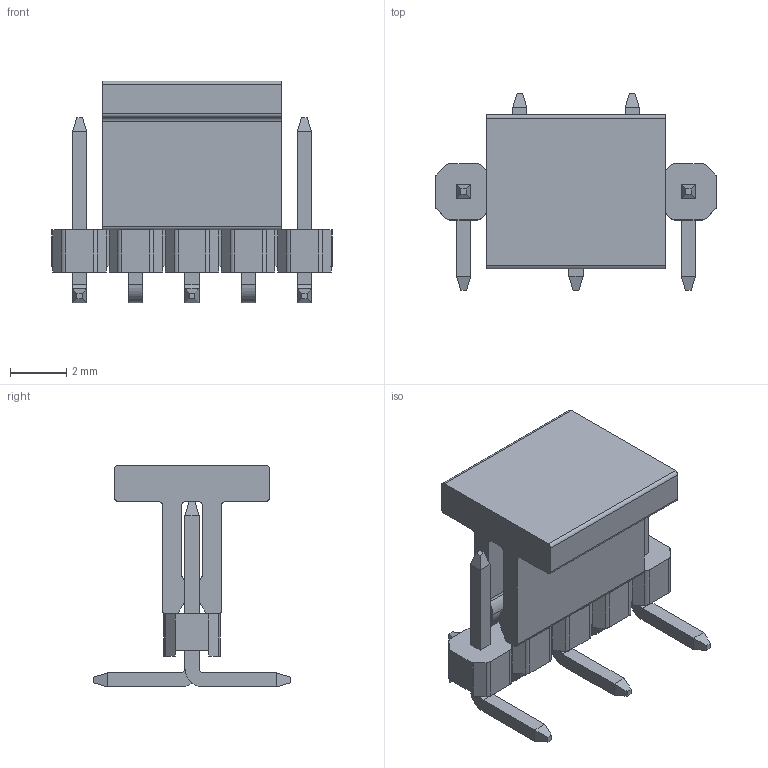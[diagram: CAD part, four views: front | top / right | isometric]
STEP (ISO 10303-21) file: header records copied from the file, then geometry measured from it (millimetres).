
FILE_DESCRIPTION(/* description */ (''),/* implementation_level */ '2;1');
FILE_NAME(/* name */ '7351-05-11-10-XX-00-PPST.stp',/* time_stamp */ '2025-12-16T08:37:22+08:00',/* author */ (''),/* organization */ (''),/* preprocessor_version */ 'ST-DEVELOPER v16',/* originating_system */ '',/* authorisation */ '');
FILE_SCHEMA (('AUTOMOTIVE_DESIGN { 1 0 10303 214 3 1 1 1 }'));
Length unit declared in the file: millimetre
Products named in the file (1): 7351-05-11-10-XX-00-PPST
Bounding box: 10 x 7 x 7.9 mm (x, y, z)
Volume: 117.4 mm3; surface area: 393.3 mm2
Topology: 7 solids, 7 shells, 249 faces, 625 edges, 390 vertices
Faces by surface type: plane 202, cylinder 47
Entity records: 7348 total; most frequent: CARTESIAN_POINT 1265, ORIENTED_EDGE 1250, DIRECTION 1219, EDGE_CURVE 625, LINE 531, VECTOR 531, VERTEX_POINT 390, AXIS2_PLACEMENT_3D 344
